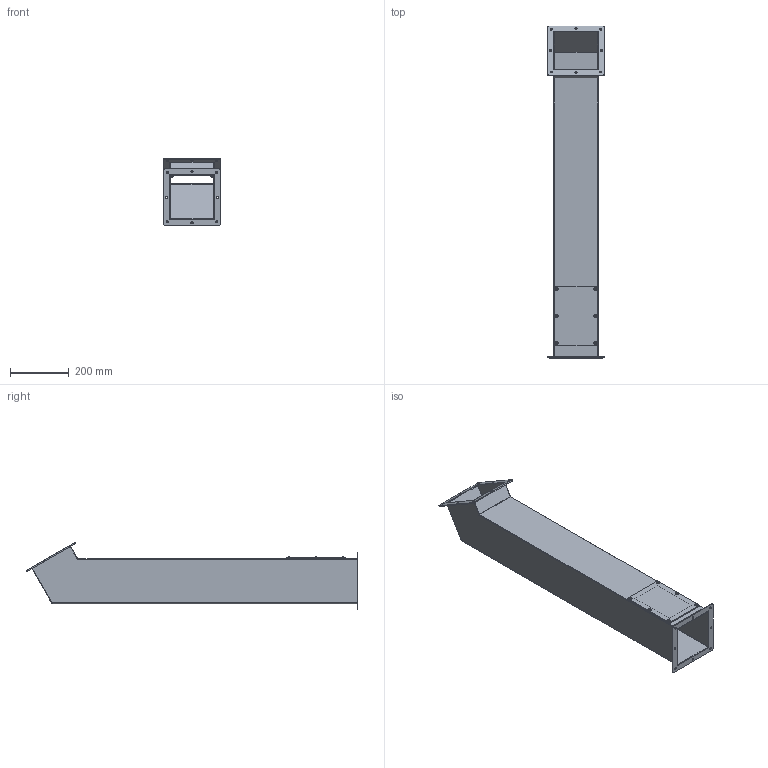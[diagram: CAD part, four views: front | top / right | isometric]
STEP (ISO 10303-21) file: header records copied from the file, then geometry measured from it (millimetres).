
FILE_DESCRIPTION(/* description */ ('ANGLED COLUMN, 6" X 6", 304 S.S., FRONT'),/* implementation_level */ '2;1');
FILE_NAME(/* name */ 'WA66PBCOLSS.stp',/* time_stamp */ '2016-04-05T15:29:50-05:00',/* author */ ('mraetz'),/* organization */ (''),/* preprocessor_version */ 'ST-DEVELOPER v16.1',/* originating_system */ 'Autodesk Inventor 2016',/* authorisation */ '');
FILE_SCHEMA (('AUTOMOTIVE_DESIGN { 1 0 10303 214 3 1 1 }'));
Length unit declared in the file: inch
Products named in the file (8): WA66PBCOLSSFRONT; WA66PBCOLSSBLR; WA66CCOLSSBASERING; WA66CCOLSSCOVER; WA66CCOLCOVERSTRIPGASKET; 37235; 39077; WA66PBCOLSS
Assembly tree (18 placements, depth 2):
  WA66PBCOLSS
    WA66PBCOLSSFRONT
    WA66PBCOLSSBLR
    WA66CCOLSSBASERING  x2
    WA66CCOLSSCOVER
    WA66CCOLCOVERSTRIPGASKET
    37235  x6
    39077  x6
Bounding box: 193.68 x 1129.71 x 229.15 mm (x, y, z)
Volume: 1361987.6 mm3; surface area: 1432944.7 mm2
Topology: 24 solids, 24 shells, 346 faces, 1398 edges, 1106 vertices
Faces by surface type: plane 202, cylinder 104, bspline 16, torus 12, sphere 6, cone 6
Full cylindrical faces by diameter (mm): 3.556 x6, 6.35 x6, 7.061 x6, 7.144 x16, 7.849 x6, 11.506 x6
Entity records: 7686 total; most frequent: CARTESIAN_POINT 3444, ORIENTED_EDGE 838, DIRECTION 739, EDGE_CURVE 419, VERTEX_POINT 318, AXIS2_PLACEMENT_3D 264, EDGE_LOOP 219, LINE 211
